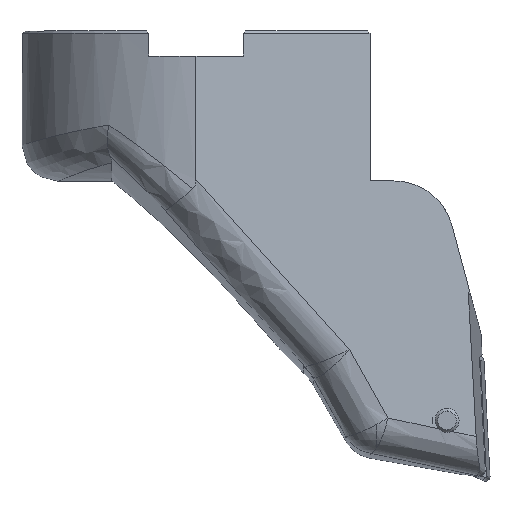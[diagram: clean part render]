
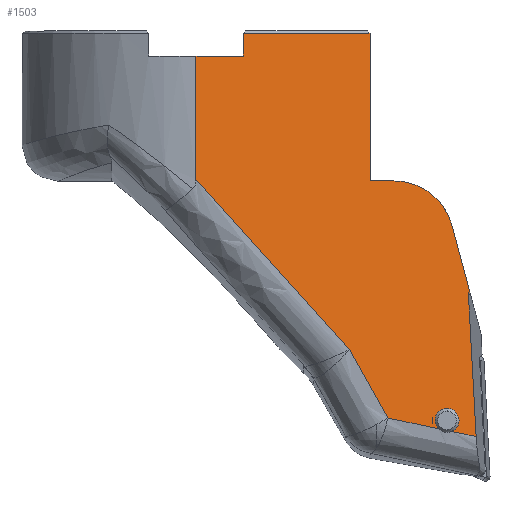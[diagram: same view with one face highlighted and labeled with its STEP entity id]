
A CAD part, top view. The second image highlights one B-rep face of the part: STEP entity #1503.
In plain terms, the highlighted planar face has unit normal (0.309, 0, 0.951).
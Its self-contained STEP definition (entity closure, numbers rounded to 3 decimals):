
#683=VERTEX_POINT('NONE',#1979);
#719=EDGE_CURVE('NONE',#1387,#1527,#2018,.T.);
#753=EDGE_CURVE('NONE',#999,#1923,#2055,.T.);
#807=EDGE_CURVE('NONE',#1413,#1833,#2113,.T.);
#825=VERTEX_POINT('NONE',#2132);
#843=VERTEX_POINT('NONE',#2153);
#921=VERTEX_POINT('NONE',#2240);
#963=EDGE_CURVE('NONE',#999,#1115,#2287,.T.);
#967=EDGE_CURVE('NONE',#825,#1647,#2291,.F.);
#991=EDGE_CURVE('NONE',#1915,#1729,#2319,.T.);
#999=VERTEX_POINT('NONE',#2327);
#1043=EDGE_CURVE('NONE',#1915,#1833,#2376,.T.);
#1059=EDGE_CURVE('NONE',#1329,#1683,#2393,.T.);
#1115=VERTEX_POINT('NONE',#2457);
#1137=EDGE_CURVE('NONE',#1729,#1923,#2481,.T.);
#1151=EDGE_CURVE('NONE',#1647,#683,#2495,.F.);
#1319=EDGE_CURVE('NONE',#1921,#1329,#2680,.F.);
#1327=EDGE_CURVE('NONE',#1527,#843,#2689,.F.);
#1329=VERTEX_POINT('NONE',#2691);
#1369=EDGE_CURVE('NONE',#825,#1757,#2734,.T.);
#1387=VERTEX_POINT('NONE',#2754);
#1413=VERTEX_POINT('NONE',#2785);
#1503=ADVANCED_FACE('NONE',(#2884,#2885),#2886,.T.);
#1521=EDGE_CURVE('NONE',#1683,#1937,#2905,.F.);
#1527=VERTEX_POINT('NONE',#2913);
#1529=EDGE_CURVE('NONE',#1757,#1779,#2915,.T.);
#1647=VERTEX_POINT('NONE',#3044);
#1679=EDGE_CURVE('NONE',#921,#1413,#3080,.T.);
#1683=VERTEX_POINT('NONE',#3084);
#1729=VERTEX_POINT('NONE',#3132);
#1757=VERTEX_POINT('NONE',#3162);
#1779=VERTEX_POINT('NONE',#3186);
#1833=VERTEX_POINT('NONE',#3247);
#1855=EDGE_CURVE('NONE',#1387,#921,#3272,.T.);
#1911=EDGE_CURVE('NONE',#1937,#1921,#3334,.T.);
#1915=VERTEX_POINT('NONE',#3339);
#1921=VERTEX_POINT('NONE',#3345);
#1923=VERTEX_POINT('NONE',#3347);
#1937=VERTEX_POINT('NONE',#3364);
#1943=EDGE_CURVE('NONE',#843,#683,#3370,.T.);
#1949=EDGE_CURVE('NONE',#1779,#1115,#3376,.T.);
#1979=CARTESIAN_POINT('',(20.196,-33.146,7.938));
#2018=B_SPLINE_CURVE_WITH_KNOTS('',3,(#3459,#3460,#3461,#3462,#3463,#3464,#3465),.UNSPECIFIED.,.F.,.F.,(4,3,4),(0.0,0.754,1.0),.UNSPECIFIED.);
#2055=ELLIPSE('',#3550,5.257,5.0);
#2113=LINE('',#3643,#3644);
#2132=CARTESIAN_POINT('',(21.306,-33.375,7.577));
#2153=CARTESIAN_POINT('',(15.976,-32.251,9.309));
#2240=CARTESIAN_POINT('',(0.,-2.1,14.5));
#2287=LINE('',#4416,#4417);
#2291=ELLIPSE('',#4422,1.051,1.0);
#2319=LINE('',#5216,#5217);
#2327=CARTESIAN_POINT('',(21.329,-16.206,7.57));
#2376=LINE('',#5318,#5319);
#2393=ELLIPSE('',#5344,1.314,1.25);
#2457=CARTESIAN_POINT('',(22.837,-21.834,7.08));
#2481=LINE('',#5728,#5729);
#2495=ELLIPSE('',#5750,1.051,1.0);
#2680=LINE('',#6050,#6051);
#2689=B_SPLINE_CURVE_WITH_KNOTS('',3,(#6062,#6063,#6064,#6065),.UNSPECIFIED.,.F.,.F.,(4,4),(0.0,1.0),.UNSPECIFIED.);
#2691=CARTESIAN_POINT('',(19.697,-32.725,8.1));
#2734=B_SPLINE_CURVE_WITH_KNOTS('',3,(#6125,#6126,#6127,#6128),.UNSPECIFIED.,.F.,.F.,(4,4),(4.068,4.078),.UNSPECIFIED.);
#2754=CARTESIAN_POINT('',(0.,-12.37,14.5));
#2785=CARTESIAN_POINT('',(3.95,-2.1,13.217));
#2884=FACE_OUTER_BOUND('',#8812,.T.);
#2885=FACE_BOUND('',#8813,.T.);
#2886=PLANE('',#8814);
#2905=LINE('',#8843,#8844);
#2913=CARTESIAN_POINT('',(12.788,-26.535,10.345));
#2915=LINE('',#8855,#8856);
#3044=CARTESIAN_POINT('',(20.865,-31.455,7.721));
#3080=LINE('',#9121,#9122);
#3084=CARTESIAN_POINT('',(19.7,-32.738,8.099));
#3132=CARTESIAN_POINT('',(14.5,-12.5,9.789));
#3162=CARTESIAN_POINT('',(23.344,-33.789,6.915));
#3186=CARTESIAN_POINT('',(22.692,-21.828,7.127));
#3247=CARTESIAN_POINT('',(3.95,-0.2,13.217));
#3272=LINE('',#10298,#10299);
#3334=ELLIPSE('',#10408,1.314,1.25);
#3339=CARTESIAN_POINT('',(14.5,-0.2,9.789));
#3345=CARTESIAN_POINT('',(19.697,-32.183,8.1));
#3347=CARTESIAN_POINT('',(16.5,-12.5,9.139));
#3364=CARTESIAN_POINT('',(19.7,-32.169,8.099));
#3370=B_SPLINE_CURVE_WITH_KNOTS('',3,(#10470,#10471,#10472,#10473),.UNSPECIFIED.,.F.,.F.,(4,4),(0.0,0.573),.UNSPECIFIED.);
#3376=LINE('',#10482,#10483);
#3459=CARTESIAN_POINT('',(0.,-12.37,14.5));
#3460=CARTESIAN_POINT('',(3.12,-16.023,13.486));
#3461=CARTESIAN_POINT('',(6.333,-19.587,12.442));
#3462=CARTESIAN_POINT('',(9.588,-23.106,11.385));
#3463=CARTESIAN_POINT('',(10.65,-24.254,11.039));
#3464=CARTESIAN_POINT('',(11.717,-25.396,10.693));
#3465=CARTESIAN_POINT('',(12.788,-26.535,10.345));
#3550=AXIS2_PLACEMENT_3D('',#10576,#10577,#10578);
#3643=CARTESIAN_POINT('',(3.95,-18.75,13.217));
#3644=VECTOR('',#10639,1.0);
#4416=CARTESIAN_POINT('',(22.82,-21.771,7.085));
#4417=VECTOR('',#10836,1.0);
#4422=AXIS2_PLACEMENT_3D('',#10837,#10838,#10839);
#5216=CARTESIAN_POINT('',(14.5,-18.75,9.789));
#5217=VECTOR('',#10871,1.0);
#5318=CARTESIAN_POINT('',(0.592,-0.2,14.308));
#5319=VECTOR('',#10927,1.0);
#5344=AXIS2_PLACEMENT_3D('',#10941,#10942,#10943);
#5728=CARTESIAN_POINT('',(9.28,-12.5,11.485));
#5729=VECTOR('',#11037,1.0);
#5750=AXIS2_PLACEMENT_3D('',#11051,#11052,#11053);
#6050=CARTESIAN_POINT('',(19.697,-35.01,8.1));
#6051=VECTOR('',#11262,1.0);
#6062=CARTESIAN_POINT('',(15.976,-32.251,9.309));
#6063=CARTESIAN_POINT('',(14.909,-30.348,9.656));
#6064=CARTESIAN_POINT('',(13.846,-28.443,10.001));
#6065=CARTESIAN_POINT('',(12.788,-26.535,10.345));
#6125=CARTESIAN_POINT('',(21.306,-33.375,7.577));
#6126=CARTESIAN_POINT('',(21.983,-33.514,7.357));
#6127=CARTESIAN_POINT('',(22.662,-33.652,7.137));
#6128=CARTESIAN_POINT('',(23.344,-33.789,6.915));
#8812=EDGE_LOOP('',(#11511,#11512,#11513,#11514,#11515,#11516,#11517,#11518,#11519,#11520,#11521,#11522,#11523,#11524,#11525,#11526));
#8813=EDGE_LOOP('',(#11527,#11528,#11529,#11530));
#8814=AXIS2_PLACEMENT_3D('',#11531,#11532,#11533);
#8843=CARTESIAN_POINT('',(19.7,-35.003,8.099));
#8844=VECTOR('',#11558,1.0);
#8855=CARTESIAN_POINT('',(23.587,-38.229,6.836));
#8856=VECTOR('',#11575,1.0);
#9121=CARTESIAN_POINT('',(4.509,-2.1,13.035));
#9122=VECTOR('',#11781,1.0);
#10298=CARTESIAN_POINT('',(0.,-40.0,14.5));
#10299=VECTOR('',#11987,1.0);
#10408=AXIS2_PLACEMENT_3D('',#12061,#12062,#12063);
#10470=CARTESIAN_POINT('',(15.976,-32.251,9.309));
#10471=CARTESIAN_POINT('',(17.381,-32.556,8.853));
#10472=CARTESIAN_POINT('',(18.788,-32.854,8.395));
#10473=CARTESIAN_POINT('',(20.196,-33.146,7.938));
#10482=CARTESIAN_POINT('',(11.15,-21.368,10.877));
#10483=VECTOR('',#12110,1.0);
#10576=CARTESIAN_POINT('',(16.5,-17.5,9.139));
#10577=DIRECTION('',(0.309,0.0,0.951));
#10578=DIRECTION('',(0.951,0.0,-0.309));
#10639=DIRECTION('',(0.0,1.0,0.0));
#10836=DIRECTION('',(0.258,-0.963,-0.084));
#10837=CARTESIAN_POINT('',(20.917,-32.454,7.704));
#10838=DIRECTION('',(-0.309,0.0,-0.951));
#10839=DIRECTION('',(0.951,0.,-0.309));
#10871=DIRECTION('',(0.,-1.0,0.));
#10927=DIRECTION('',(-0.951,0.,0.309));
#10941=CARTESIAN_POINT('',(20.917,-32.454,7.704));
#10942=DIRECTION('',(0.309,0.,0.951));
#10943=DIRECTION('',(0.951,0.,-0.309));
#11037=DIRECTION('',(0.951,0.0,-0.309));
#11051=CARTESIAN_POINT('',(20.917,-32.454,7.704));
#11052=DIRECTION('',(-0.309,0.0,-0.951));
#11053=DIRECTION('',(0.951,0.,-0.309));
#11262=DIRECTION('',(0.,1.0,0.));
#11511=ORIENTED_EDGE('',*,*,#991,.F.);
#11512=ORIENTED_EDGE('',*,*,#1043,.T.);
#11513=ORIENTED_EDGE('',*,*,#807,.F.);
#11514=ORIENTED_EDGE('',*,*,#1679,.F.);
#11515=ORIENTED_EDGE('',*,*,#1855,.F.);
#11516=ORIENTED_EDGE('',*,*,#719,.T.);
#11517=ORIENTED_EDGE('',*,*,#1327,.T.);
#11518=ORIENTED_EDGE('',*,*,#1943,.T.);
#11519=ORIENTED_EDGE('',*,*,#1151,.F.);
#11520=ORIENTED_EDGE('',*,*,#967,.F.);
#11521=ORIENTED_EDGE('',*,*,#1369,.T.);
#11522=ORIENTED_EDGE('',*,*,#1529,.T.);
#11523=ORIENTED_EDGE('',*,*,#1949,.T.);
#11524=ORIENTED_EDGE('',*,*,#963,.F.);
#11525=ORIENTED_EDGE('',*,*,#753,.T.);
#11526=ORIENTED_EDGE('',*,*,#1137,.F.);
#11527=ORIENTED_EDGE('',*,*,#1911,.F.);
#11528=ORIENTED_EDGE('',*,*,#1521,.F.);
#11529=ORIENTED_EDGE('',*,*,#1059,.F.);
#11530=ORIENTED_EDGE('',*,*,#1319,.F.);
#11531=CARTESIAN_POINT('',(-3.078,-37.5,15.5));
#11532=DIRECTION('',(0.309,-0.0,0.951));
#11533=DIRECTION('',(0.0,1.0,0.0));
#11558=DIRECTION('',(0.,-1.0,0.));
#11575=DIRECTION('',(-0.054,0.998,0.018));
#11781=DIRECTION('',(0.951,0.0,-0.309));
#11987=DIRECTION('',(-0.0,1.0,0.0));
#12061=CARTESIAN_POINT('',(20.917,-32.454,7.704));
#12062=DIRECTION('',(0.309,0.,0.951));
#12063=DIRECTION('',(0.951,0.,-0.309));
#12110=DIRECTION('',(0.95,-0.038,-0.309));
